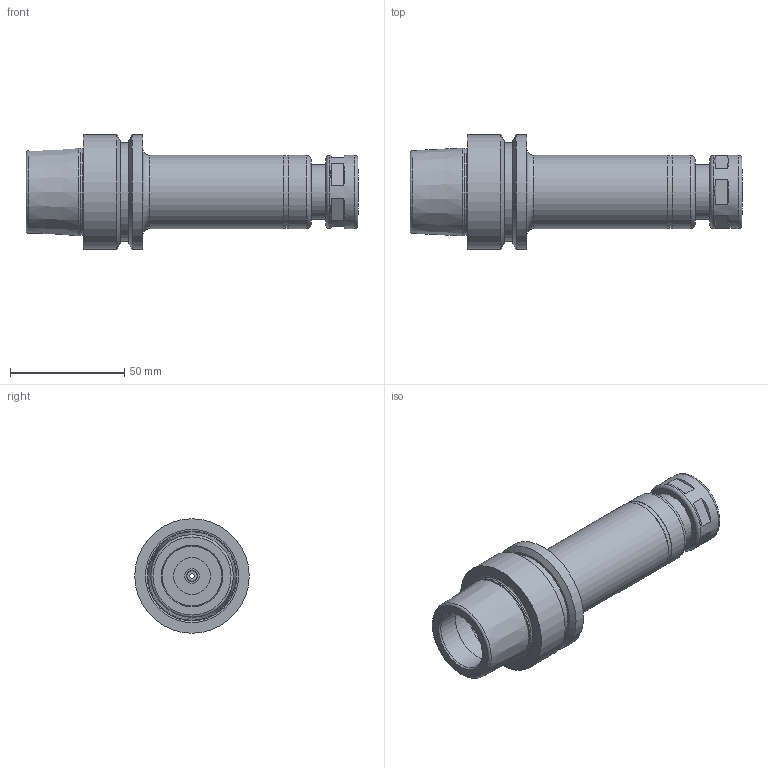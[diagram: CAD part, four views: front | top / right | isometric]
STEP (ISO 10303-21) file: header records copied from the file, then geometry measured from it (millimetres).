
FILE_DESCRIPTION((''),'2;1');
FILE_NAME('536054112120-3D.stp','2022-01-31T15:54:18',('nttooll'),(''),'Autodesk Inventor 2012','Autodesk Inventor 2012','');
FILE_SCHEMA(('AUTOMOTIVE_DESIGN { 1 0 10303 214 1 1 1 1 }'));
Length unit declared in the file: millimetre
Products named in the file (1): 536054112120-3D
Bounding box: 145 x 50 x 50 mm (x, y, z)
Volume: 109060.2 mm3; surface area: 30668.5 mm2
Topology: 1 solids, 1 shells, 100 faces, 172 edges, 106 vertices
Faces by surface type: plane 46, cylinder 30, cone 15, torus 9
Full cylindrical faces by diameter (mm): 2 x1, 4.5 x1, 5 x1, 6.5 x1, 9.57 x1, 12.8 x2, 12.9 x1, 13.3 x1, 14 x2, 14.5 x1, 16 x1, 16.4 x1, 17 x1, 18.2 x1, 20.5 x1, 24 x2, 26 x2, 31.6 x1, 32 x4, 37.9 x1, 43 x1, 50 x2
Entity records: 2142 total; most frequent: DIRECTION 414, CARTESIAN_POINT 325, ORIENTED_EDGE 236, AXIS2_PLACEMENT_3D 195, EDGE_LOOP 188, EDGE_CURVE 118, VERTEX_POINT 106, FACE_OUTER_BOUND 100
